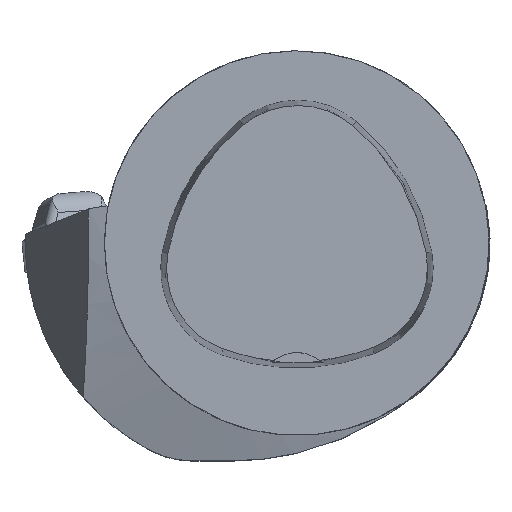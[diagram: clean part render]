
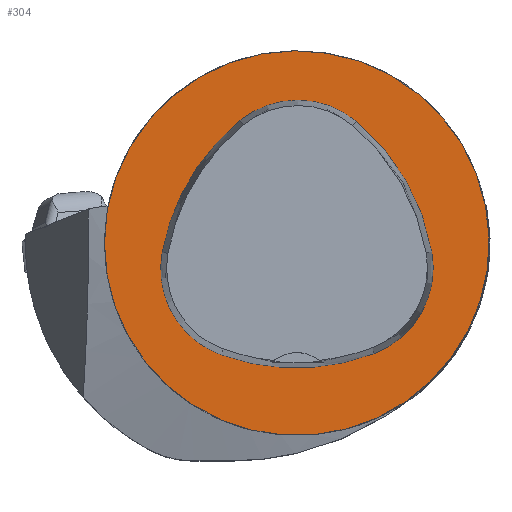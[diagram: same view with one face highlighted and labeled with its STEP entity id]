
A CAD part, top view. The second image highlights one B-rep face of the part: STEP entity #304.
In plain terms, the highlighted planar face has unit normal (0, 0, 1).
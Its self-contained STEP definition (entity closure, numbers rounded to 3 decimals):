
#304=ADVANCED_FACE('',(#440,#441),#386,.T.);
#386=PLANE('',#2084);
#440=FACE_BOUND('',#494,.T.);
#441=FACE_BOUND('',#495,.T.);
#494=EDGE_LOOP('',(#852,#853,#854,#855,#856,#857));
#495=EDGE_LOOP('',(#858));
#577=CIRCLE('',#2052,31.5);
#580=CIRCLE('',#2062,36.);
#582=CIRCLE('',#2065,15.);
#584=CIRCLE('',#2068,36.);
#586=CIRCLE('',#2071,15.);
#590=CIRCLE('',#2076,36.);
#592=CIRCLE('',#2079,15.);
#852=ORIENTED_EDGE('',*,*,#1471,.T.);
#853=ORIENTED_EDGE('',*,*,#1451,.T.);
#854=ORIENTED_EDGE('',*,*,#1455,.T.);
#855=ORIENTED_EDGE('',*,*,#1458,.T.);
#856=ORIENTED_EDGE('',*,*,#1461,.T.);
#857=ORIENTED_EDGE('',*,*,#1469,.T.);
#858=ORIENTED_EDGE('',*,*,#1429,.F.);
#1223=VERTEX_POINT('',#3037);
#1243=VERTEX_POINT('',#3131);
#1244=VERTEX_POINT('',#3132);
#1247=VERTEX_POINT('',#3140);
#1249=VERTEX_POINT('',#3146);
#1251=VERTEX_POINT('',#3152);
#1258=VERTEX_POINT('',#3173);
#1429=EDGE_CURVE('',#1223,#1223,#577,.T.);
#1451=EDGE_CURVE('',#1243,#1244,#580,.T.);
#1455=EDGE_CURVE('',#1244,#1247,#582,.T.);
#1458=EDGE_CURVE('',#1247,#1249,#584,.T.);
#1461=EDGE_CURVE('',#1249,#1251,#586,.T.);
#1469=EDGE_CURVE('',#1251,#1258,#590,.T.);
#1471=EDGE_CURVE('',#1258,#1243,#592,.T.);
#2052=AXIS2_PLACEMENT_3D('',#3036,#2406,#2407);
#2062=AXIS2_PLACEMENT_3D('',#3130,#2430,#2431);
#2065=AXIS2_PLACEMENT_3D('',#3139,#2438,#2439);
#2068=AXIS2_PLACEMENT_3D('',#3145,#2445,#2446);
#2071=AXIS2_PLACEMENT_3D('',#3151,#2452,#2453);
#2076=AXIS2_PLACEMENT_3D('',#3174,#2464,#2465);
#2079=AXIS2_PLACEMENT_3D('',#3177,#2470,#2471);
#2084=AXIS2_PLACEMENT_3D('',#3182,#2480,#2481);
#2406=DIRECTION('',(0.,0.,-1.));
#2407=DIRECTION('',(-1.,0.,0.));
#2430=DIRECTION('',(0.,0.,-1.));
#2431=DIRECTION('',(-1.,0.,0.));
#2438=DIRECTION('',(0.,0.,-1.));
#2439=DIRECTION('',(-1.,0.,0.));
#2445=DIRECTION('',(0.,0.,-1.));
#2446=DIRECTION('',(-1.,0.,0.));
#2452=DIRECTION('',(0.,0.,-1.));
#2453=DIRECTION('',(-1.,0.,0.));
#2464=DIRECTION('',(0.,0.,-1.));
#2465=DIRECTION('',(-1.,0.,0.));
#2470=DIRECTION('',(0.,0.,-1.));
#2471=DIRECTION('',(-1.,0.,0.));
#2480=DIRECTION('',(0.,0.,1.));
#2481=DIRECTION('',(1.,0.,0.));
#3036=CARTESIAN_POINT('',(0.,0.,0.));
#3037=CARTESIAN_POINT('',(-31.5,0.,0.));
#3130=CARTESIAN_POINT('',(13.398,-7.893,0.));
#3131=CARTESIAN_POINT('',(-22.041,-1.562,0.));
#3132=CARTESIAN_POINT('',(-9.317,20.036,0.));
#3139=CARTESIAN_POINT('',(0.148,8.399,0.));
#3140=CARTESIAN_POINT('',(9.779,19.898,0.));
#3145=CARTESIAN_POINT('',(-13.337,-7.7,0.));
#3146=CARTESIAN_POINT('',(22.122,-1.48,0.));
#3151=CARTESIAN_POINT('',(7.347,-4.071,0.));
#3152=CARTESIAN_POINT('',(12.693,-18.087,0.));
#3173=CARTESIAN_POINT('',(-12.373,-18.307,0.));
#3174=CARTESIAN_POINT('',(-0.137,15.55,0.));
#3177=CARTESIAN_POINT('',(-7.275,-4.2,0.));
#3182=CARTESIAN_POINT('',(0.,0.,0.));
